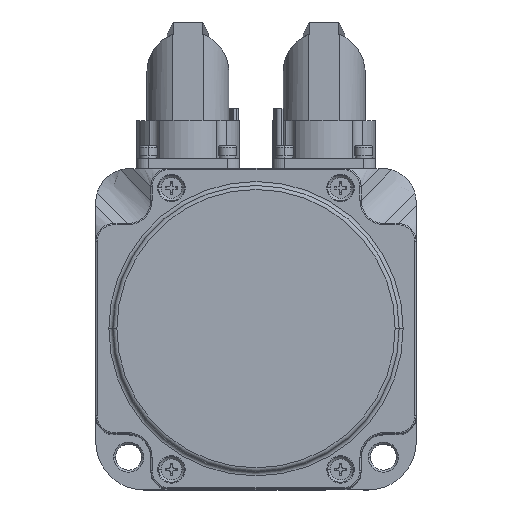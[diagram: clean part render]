
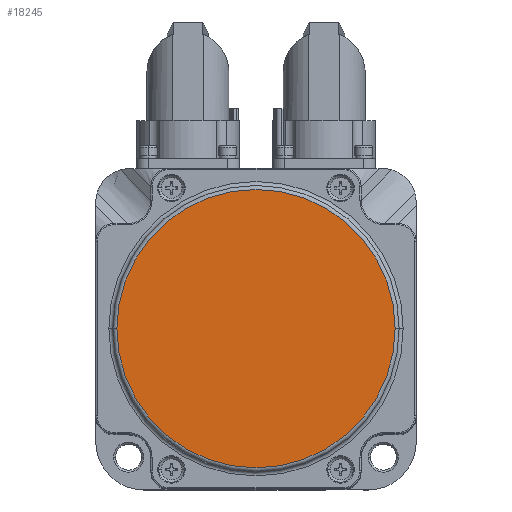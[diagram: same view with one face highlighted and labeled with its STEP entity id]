
A CAD part, top view. The second image highlights one B-rep face of the part: STEP entity #18245.
In plain terms, the highlighted planar face has unit normal (0, 0, 1).
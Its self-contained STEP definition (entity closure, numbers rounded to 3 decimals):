
#748 = AXIS2_PLACEMENT_3D ( 'NONE', #13172, #49471, #18338 ) ;
#2942 = CIRCLE ( 'NONE', #748, 34.75 ) ;
#5780 = AXIS2_PLACEMENT_3D ( 'NONE', #21317, #57643, #26590 ) ;
#7580 = ORIENTED_EDGE ( 'NONE', *, *, #13203, .T. ) ;
#11177 = EDGE_LOOP ( 'NONE', ( #64375, #7580 ) ) ;
#13172 = CARTESIAN_POINT ( 'NONE',  ( 0., 0., 167. ) ) ;
#13203 = EDGE_CURVE ( 'NONE', #59961, #39236, #24806, .T. ) ;
#18245 = ADVANCED_FACE ( 'NONE', ( #57515 ), #40192, .T. ) ;
#18338 = DIRECTION ( 'NONE',  ( 1., 0., 0. ) ) ;
#19265 = CARTESIAN_POINT ( 'NONE',  ( 0., 0., 167. ) ) ;
#19484 = DIRECTION ( 'NONE',  ( 0., 0., 1. ) ) ;
#21317 = CARTESIAN_POINT ( 'NONE',  ( 0., 0., 167. ) ) ;
#24806 = CIRCLE ( 'NONE', #5780, 34.75 ) ;
#25639 = EDGE_CURVE ( 'NONE', #39236, #59961, #2942, .T. ) ;
#26590 = DIRECTION ( 'NONE',  ( 1., 0., 0. ) ) ;
#39236 = VERTEX_POINT ( 'NONE', #56960 ) ;
#40192 = PLANE ( 'NONE',  #62945 ) ;
#49471 = DIRECTION ( 'NONE',  ( 0., 0., 1. ) ) ;
#55816 = DIRECTION ( 'NONE',  ( 1., 0., 0. ) ) ;
#56960 = CARTESIAN_POINT ( 'NONE',  ( 34.75, 0., 167. ) ) ;
#57154 = CARTESIAN_POINT ( 'NONE',  ( -34.75, 0., 167. ) ) ;
#57515 = FACE_OUTER_BOUND ( 'NONE', #11177, .T. ) ;
#57643 = DIRECTION ( 'NONE',  ( 0., 0., 1. ) ) ;
#59961 = VERTEX_POINT ( 'NONE', #57154 ) ;
#62945 = AXIS2_PLACEMENT_3D ( 'NONE', #19265, #19484, #55816 ) ;
#64375 = ORIENTED_EDGE ( 'NONE', *, *, #25639, .T. ) ;
